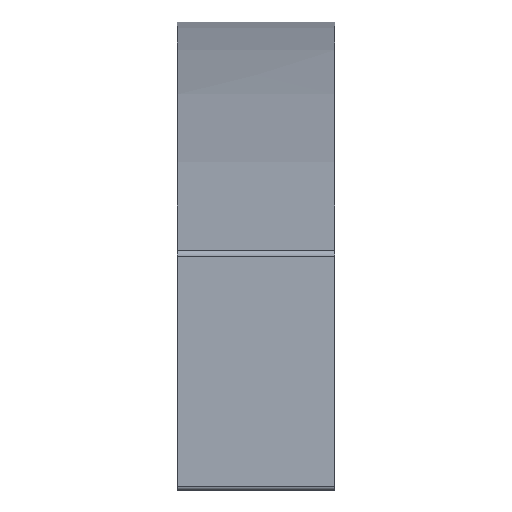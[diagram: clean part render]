
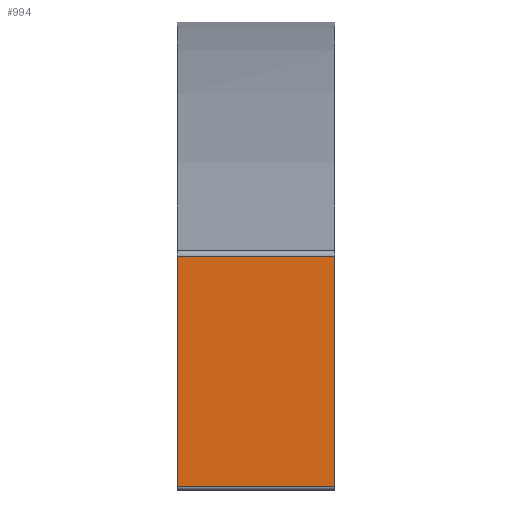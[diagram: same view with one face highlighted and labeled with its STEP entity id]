
A CAD part, left-side view. The second image highlights one B-rep face of the part: STEP entity #994.
In plain terms, the highlighted planar face has unit normal (-1, 0, 0).
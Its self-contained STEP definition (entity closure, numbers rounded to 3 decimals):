
#32 = PLANE('',#33);
#33 = AXIS2_PLACEMENT_3D('',#34,#35,#36);
#34 = CARTESIAN_POINT('',(227.615,13.214,118.988
    ));
#35 = DIRECTION('',(0.,1.,0.));
#36 = DIRECTION('',(0.,0.,1.));
#114 = VERTEX_POINT('',#115);
#115 = CARTESIAN_POINT('',(0.376,13.214,76.62));
#130 = CYLINDRICAL_SURFACE('',#131,0.6);
#131 = AXIS2_PLACEMENT_3D('',#132,#133,#134);
#132 = CARTESIAN_POINT('',(0.976,13.214,76.62));
#133 = DIRECTION('',(0.,-1.,0.));
#134 = DIRECTION('',(0.,0.,-1.));
#142 = EDGE_CURVE('',#114,#143,#145,.T.);
#143 = VERTEX_POINT('',#144);
#144 = CARTESIAN_POINT('',(0.376,13.214,
    115.307));
#145 = SURFACE_CURVE('',#146,(#150,#157),.PCURVE_S1.);
#146 = LINE('',#147,#148);
#147 = CARTESIAN_POINT('',(0.376,13.214,76.02));
#148 = VECTOR('',#149,1.);
#149 = DIRECTION('',(0.,0.,1.));
#150 = PCURVE('',#32,#151);
#151 = DEFINITIONAL_REPRESENTATION('',(#152),#156);
#152 = LINE('',#153,#154);
#153 = CARTESIAN_POINT('',(-42.968,-227.238));
#154 = VECTOR('',#155,1.);
#155 = DIRECTION('',(1.,0.));
#156 = ( GEOMETRIC_REPRESENTATION_CONTEXT(2) 
PARAMETRIC_REPRESENTATION_CONTEXT() REPRESENTATION_CONTEXT('2D SPACE',''
  ) );
#157 = PCURVE('',#158,#163);
#158 = PLANE('',#159);
#159 = AXIS2_PLACEMENT_3D('',#160,#161,#162);
#160 = CARTESIAN_POINT('',(0.376,13.214,76.02));
#161 = DIRECTION('',(-1.,0.,0.));
#162 = DIRECTION('',(0.,0.,1.));
#163 = DEFINITIONAL_REPRESENTATION('',(#164),#168);
#164 = LINE('',#165,#166);
#165 = CARTESIAN_POINT('',(0.,0.));
#166 = VECTOR('',#167,1.);
#167 = DIRECTION('',(1.,0.));
#168 = ( GEOMETRIC_REPRESENTATION_CONTEXT(2) 
PARAMETRIC_REPRESENTATION_CONTEXT() REPRESENTATION_CONTEXT('2D SPACE',''
  ) );
#216 = ( BOUNDED_SURFACE() B_SPLINE_SURFACE(2,2,(
    (#217,#218,#219,#220,#221)
    ,(#222,#223,#224,#225,#226)
    ,(#227,#228,#229,#230,#231
)),.UNSPECIFIED.,.F.,.F.,.F.) B_SPLINE_SURFACE_WITH_KNOTS((3,3),(3,1,1,3
    ),(0.,26.429),(-1.617,0.,
26.429,28.046),.UNSPECIFIED.) GEOMETRIC_REPRESENTATION_ITEM() 
RATIONAL_B_SPLINE_SURFACE((
    (1.,1.,1.,1.,1.)
    ,(0.814,0.814,0.814,0.814
      ,0.814)
,(1.,1.,1.,1.,1.))) REPRESENTATION_ITEM('') SURFACE() );
#217 = CARTESIAN_POINT('',(1.051,14.832,
    116.253));
#218 = CARTESIAN_POINT('',(1.051,14.023,116.253));
#219 = CARTESIAN_POINT('',(1.051,0.,
    116.253));
#220 = CARTESIAN_POINT('',(1.051,-14.023,116.253));
#221 = CARTESIAN_POINT('',(1.051,-14.832,
    116.253));
#222 = CARTESIAN_POINT('',(0.376,14.832,
    116.02));
#223 = CARTESIAN_POINT('',(0.376,14.023,116.02));
#224 = CARTESIAN_POINT('',(0.376,0.,
    116.02));
#225 = CARTESIAN_POINT('',(0.376,-14.023,116.02));
#226 = CARTESIAN_POINT('',(0.376,-14.832,
    116.02));
#227 = CARTESIAN_POINT('',(0.376,14.832,
    115.307));
#228 = CARTESIAN_POINT('',(0.376,14.023,115.307));
#229 = CARTESIAN_POINT('',(0.376,0.,
    115.307));
#230 = CARTESIAN_POINT('',(0.376,-14.023,115.307));
#231 = CARTESIAN_POINT('',(0.376,-14.832,
    115.307));
#614 = PLANE('',#615);
#615 = AXIS2_PLACEMENT_3D('',#616,#617,#618);
#616 = CARTESIAN_POINT('',(227.615,-13.214,
    118.988));
#617 = DIRECTION('',(0.,1.,0.));
#618 = DIRECTION('',(0.,0.,1.));
#900 = EDGE_CURVE('',#114,#901,#903,.T.);
#901 = VERTEX_POINT('',#902);
#902 = CARTESIAN_POINT('',(0.376,-13.214,76.62));
#903 = SURFACE_CURVE('',#904,(#908,#915),.PCURVE_S1.);
#904 = LINE('',#905,#906);
#905 = CARTESIAN_POINT('',(0.376,13.214,76.62));
#906 = VECTOR('',#907,1.);
#907 = DIRECTION('',(0.,-1.,0.));
#908 = PCURVE('',#130,#909);
#909 = DEFINITIONAL_REPRESENTATION('',(#910),#914);
#910 = LINE('',#911,#912);
#911 = CARTESIAN_POINT('',(-1.571,0.));
#912 = VECTOR('',#913,1.);
#913 = DIRECTION('',(-0.,1.));
#914 = ( GEOMETRIC_REPRESENTATION_CONTEXT(2) 
PARAMETRIC_REPRESENTATION_CONTEXT() REPRESENTATION_CONTEXT('2D SPACE',''
  ) );
#915 = PCURVE('',#158,#916);
#916 = DEFINITIONAL_REPRESENTATION('',(#917),#921);
#917 = LINE('',#918,#919);
#918 = CARTESIAN_POINT('',(0.6,0.));
#919 = VECTOR('',#920,1.);
#920 = DIRECTION('',(0.,-1.));
#921 = ( GEOMETRIC_REPRESENTATION_CONTEXT(2) 
PARAMETRIC_REPRESENTATION_CONTEXT() REPRESENTATION_CONTEXT('2D SPACE',''
  ) );
#994 = ADVANCED_FACE('',(#995),#158,.T.);
#995 = FACE_BOUND('',#996,.T.);
#996 = EDGE_LOOP('',(#997,#998,#999,#1022));
#997 = ORIENTED_EDGE('',*,*,#142,.F.);
#998 = ORIENTED_EDGE('',*,*,#900,.T.);
#999 = ORIENTED_EDGE('',*,*,#1000,.T.);
#1000 = EDGE_CURVE('',#901,#1001,#1003,.T.);
#1001 = VERTEX_POINT('',#1002);
#1002 = CARTESIAN_POINT('',(0.376,-13.214,
    115.307));
#1003 = SURFACE_CURVE('',#1004,(#1008,#1015),.PCURVE_S1.);
#1004 = LINE('',#1005,#1006);
#1005 = CARTESIAN_POINT('',(0.376,-13.214,76.02));
#1006 = VECTOR('',#1007,1.);
#1007 = DIRECTION('',(0.,0.,1.));
#1008 = PCURVE('',#158,#1009);
#1009 = DEFINITIONAL_REPRESENTATION('',(#1010),#1014);
#1010 = LINE('',#1011,#1012);
#1011 = CARTESIAN_POINT('',(0.,-26.429));
#1012 = VECTOR('',#1013,1.);
#1013 = DIRECTION('',(1.,0.));
#1014 = ( GEOMETRIC_REPRESENTATION_CONTEXT(2) 
PARAMETRIC_REPRESENTATION_CONTEXT() REPRESENTATION_CONTEXT('2D SPACE',''
  ) );
#1015 = PCURVE('',#614,#1016);
#1016 = DEFINITIONAL_REPRESENTATION('',(#1017),#1021);
#1017 = LINE('',#1018,#1019);
#1018 = CARTESIAN_POINT('',(-42.968,-227.238));
#1019 = VECTOR('',#1020,1.);
#1020 = DIRECTION('',(1.,0.));
#1021 = ( GEOMETRIC_REPRESENTATION_CONTEXT(2) 
PARAMETRIC_REPRESENTATION_CONTEXT() REPRESENTATION_CONTEXT('2D SPACE',''
  ) );
#1022 = ORIENTED_EDGE('',*,*,#1023,.F.);
#1023 = EDGE_CURVE('',#143,#1001,#1024,.T.);
#1024 = SURFACE_CURVE('',#1025,(#1031,#1040),.PCURVE_S1.);
#1025 = B_SPLINE_CURVE_WITH_KNOTS('',2,(#1026,#1027,#1028,#1029,#1030),
  .UNSPECIFIED.,.F.,.F.,(3,1,1,3),(-1.617,0.,
    26.429,28.046),.UNSPECIFIED.);
#1026 = CARTESIAN_POINT('',(0.376,14.832,
    115.307));
#1027 = CARTESIAN_POINT('',(0.376,14.023,115.307));
#1028 = CARTESIAN_POINT('',(0.376,0.,
    115.307));
#1029 = CARTESIAN_POINT('',(0.376,-14.023,115.307));
#1030 = CARTESIAN_POINT('',(0.376,-14.832,
    115.307));
#1031 = PCURVE('',#158,#1032);
#1032 = DEFINITIONAL_REPRESENTATION('',(#1033),#1039);
#1033 = B_SPLINE_CURVE_WITH_KNOTS('',2,(#1034,#1035,#1036,#1037,#1038),
  .UNSPECIFIED.,.F.,.F.,(3,1,1,3),(-1.617,0.,
    26.429,28.046),.UNSPECIFIED.);
#1034 = CARTESIAN_POINT('',(39.287,1.617));
#1035 = CARTESIAN_POINT('',(39.287,0.809));
#1036 = CARTESIAN_POINT('',(39.287,-13.214));
#1037 = CARTESIAN_POINT('',(39.287,-27.237));
#1038 = CARTESIAN_POINT('',(39.287,-28.046));
#1039 = ( GEOMETRIC_REPRESENTATION_CONTEXT(2) 
PARAMETRIC_REPRESENTATION_CONTEXT() REPRESENTATION_CONTEXT('2D SPACE',''
  ) );
#1040 = PCURVE('',#216,#1041);
#1041 = DEFINITIONAL_REPRESENTATION('',(#1042),#1046);
#1042 = LINE('',#1043,#1044);
#1043 = CARTESIAN_POINT('',(26.429,0.));
#1044 = VECTOR('',#1045,1.);
#1045 = DIRECTION('',(0.,1.));
#1046 = ( GEOMETRIC_REPRESENTATION_CONTEXT(2) 
PARAMETRIC_REPRESENTATION_CONTEXT() REPRESENTATION_CONTEXT('2D SPACE',''
  ) );
